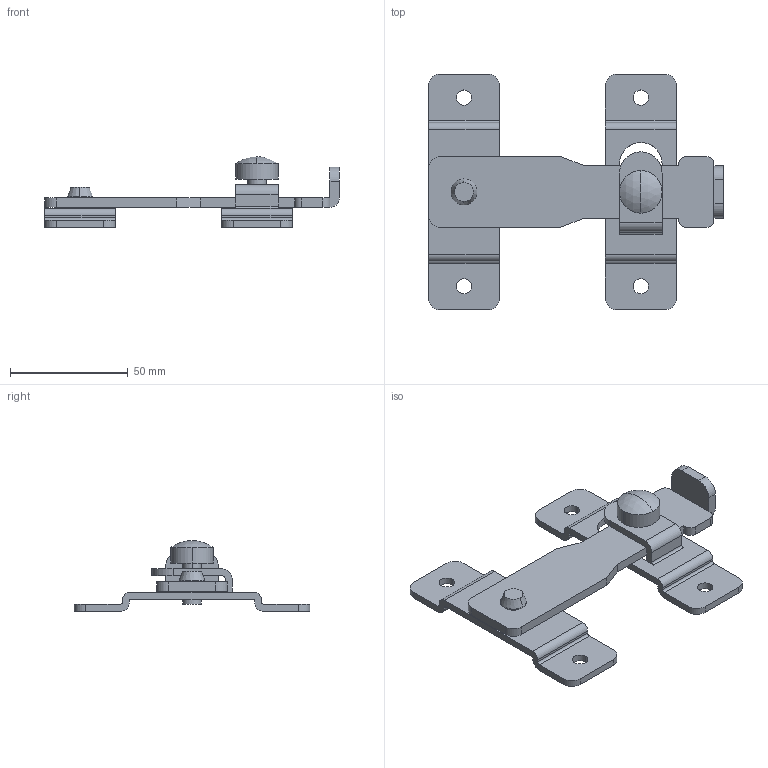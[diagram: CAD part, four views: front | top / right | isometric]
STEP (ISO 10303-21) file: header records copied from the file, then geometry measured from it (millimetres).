
FILE_DESCRIPTION (( 'STEP AP203' ), '1' );
FILE_NAME ('C-1249-1.STEP', '2012-03-08T01:47:57', ( '' ), ( '' ), 'SwSTEP 2.0', 'SolidWorks 2011', '' );
FILE_SCHEMA (( 'CONFIG_CONTROL_DESIGN' ));
Length unit declared in the file: millimetre
Products named in the file (6): C-1249-1; C-1249-1受けつまみ_; C-1249-1受け_; C-1249-1フック_; C-1249-1シャフト_; C-1249-1本体_
Assembly tree (5 placements, depth 2):
  C-1249-1
    C-1249-1本体_
    C-1249-1受けつまみ_
    C-1249-1フック_
    C-1249-1受け_
    C-1249-1シャフト_
Bounding box: 125 x 100 x 30 mm (x, y, z)
Volume: 36019.5 mm3; surface area: 25072.4 mm2
Topology: 5 solids, 5 shells, 126 faces, 332 edges, 219 vertices
Faces by surface type: plane 62, cylinder 60, sphere 2, cone 2
Entity records: 4592 total; most frequent: DIRECTION 728, CARTESIAN_POINT 685, ORIENTED_EDGE 664, EDGE_CURVE 332, AXIS2_PLACEMENT_3D 262, VERTEX_POINT 219, VECTOR 204, LINE 204
